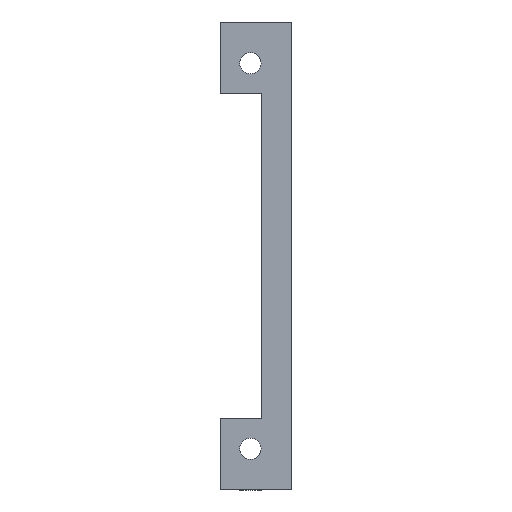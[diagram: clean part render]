
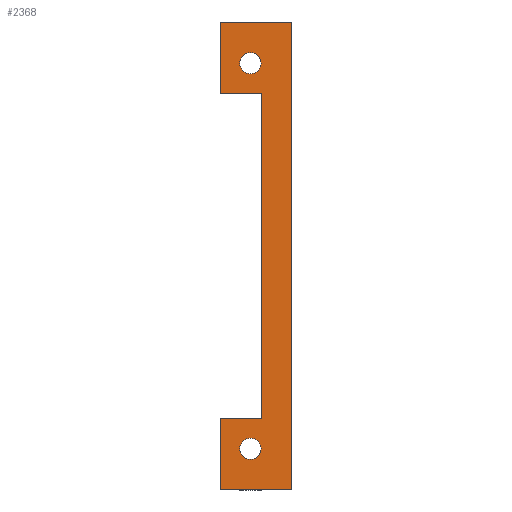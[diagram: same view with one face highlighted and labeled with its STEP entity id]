
A CAD part, left-side view. The second image highlights one B-rep face of the part: STEP entity #2368.
In plain terms, the highlighted planar face has unit normal (-1, 0, 0).
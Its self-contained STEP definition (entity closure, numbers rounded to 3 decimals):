
#84 = VECTOR ( 'NONE', #1773, 1000. ) ;
#114 = LINE ( 'NONE', #162, #505 ) ;
#118 = VECTOR ( 'NONE', #2553, 1000. ) ;
#161 = DIRECTION ( 'NONE',  ( 0., -1., 0. ) ) ;
#162 = CARTESIAN_POINT ( 'NONE',  ( -23., 7., 23. ) ) ;
#183 = EDGE_CURVE ( 'NONE', #616, #648, #1605, .T. ) ;
#189 = CARTESIAN_POINT ( 'NONE',  ( -23., 7., 16. ) ) ;
#208 = AXIS2_PLACEMENT_3D ( 'NONE', #743, #1368, #2213 ) ;
#228 = EDGE_LOOP ( 'NONE', ( #2548, #2189, #2293, #549, #1612, #977, #2425, #447 ) ) ;
#239 = CARTESIAN_POINT ( 'NONE',  ( -23., 3., -23. ) ) ;
#240 = VERTEX_POINT ( 'NONE', #319 ) ;
#284 = DIRECTION ( 'NONE',  ( 1., 0., 0. ) ) ;
#300 = CARTESIAN_POINT ( 'NONE',  ( -23., 0., -23. ) ) ;
#304 = PLANE ( 'NONE',  #1507 ) ;
#305 = CARTESIAN_POINT ( 'NONE',  ( -23., 4.05, 20. ) ) ;
#319 = CARTESIAN_POINT ( 'NONE',  ( -23., 7., 23. ) ) ;
#339 = CIRCLE ( 'NONE', #1289, 1.05 ) ;
#435 = VERTEX_POINT ( 'NONE', #1464 ) ;
#447 = ORIENTED_EDGE ( 'NONE', *, *, #1102, .T. ) ;
#505 = VECTOR ( 'NONE', #936, 1000. ) ;
#540 = CARTESIAN_POINT ( 'NONE',  ( -23., 7., -23. ) ) ;
#549 = ORIENTED_EDGE ( 'NONE', *, *, #2668, .T. ) ;
#593 = LINE ( 'NONE', #2298, #1958 ) ;
#602 = VERTEX_POINT ( 'NONE', #1210 ) ;
#605 = CARTESIAN_POINT ( 'NONE',  ( -23., 0., 23. ) ) ;
#616 = VERTEX_POINT ( 'NONE', #1182 ) ;
#624 = EDGE_CURVE ( 'NONE', #990, #435, #899, .T. ) ;
#648 = VERTEX_POINT ( 'NONE', #2017 ) ;
#720 = VECTOR ( 'NONE', #2018, 1000. ) ;
#743 = CARTESIAN_POINT ( 'NONE',  ( -23., 4.05, 18.95 ) ) ;
#745 = CARTESIAN_POINT ( 'NONE',  ( -23., 7., -16. ) ) ;
#760 = CARTESIAN_POINT ( 'NONE',  ( -23., 7., 16. ) ) ;
#844 = CARTESIAN_POINT ( 'NONE',  ( -23., 4.05, -18.95 ) ) ;
#899 = CIRCLE ( 'NONE', #1247, 1.05 ) ;
#904 = AXIS2_PLACEMENT_3D ( 'NONE', #1267, #1059, #1080 ) ;
#936 = DIRECTION ( 'NONE',  ( 0., 0., 1. ) ) ;
#977 = ORIENTED_EDGE ( 'NONE', *, *, #1224, .F. ) ;
#990 = VERTEX_POINT ( 'NONE', #305 ) ;
#1005 = ORIENTED_EDGE ( 'NONE', *, *, #624, .F. ) ;
#1059 = DIRECTION ( 'NONE',  ( -1., 0., 0. ) ) ;
#1080 = DIRECTION ( 'NONE',  ( 0., 0., 1. ) ) ;
#1102 = EDGE_CURVE ( 'NONE', #1584, #1164, #2377, .T. ) ;
#1164 = VERTEX_POINT ( 'NONE', #300 ) ;
#1173 = ORIENTED_EDGE ( 'NONE', *, *, #183, .F. ) ;
#1179 = LINE ( 'NONE', #1568, #84 ) ;
#1182 = CARTESIAN_POINT ( 'NONE',  ( -23., 4.05, -20. ) ) ;
#1210 = CARTESIAN_POINT ( 'NONE',  ( -23., 0., 23. ) ) ;
#1214 = LINE ( 'NONE', #605, #2143 ) ;
#1224 = EDGE_CURVE ( 'NONE', #2650, #1837, #2026, .T. ) ;
#1247 = AXIS2_PLACEMENT_3D ( 'NONE', #1597, #1375, #1432 ) ;
#1266 = DIRECTION ( 'NONE',  ( -1., 0., 0. ) ) ;
#1267 = CARTESIAN_POINT ( 'NONE',  ( -23., 4.05, -18.95 ) ) ;
#1289 = AXIS2_PLACEMENT_3D ( 'NONE', #844, #1266, #2111 ) ;
#1303 = DIRECTION ( 'NONE',  ( 0., -1., 0. ) ) ;
#1304 = EDGE_CURVE ( 'NONE', #1837, #1369, #1179, .T. ) ;
#1306 = ORIENTED_EDGE ( 'NONE', *, *, #1614, .F. ) ;
#1318 = FACE_BOUND ( 'NONE', #2171, .T. ) ;
#1368 = DIRECTION ( 'NONE',  ( -1., 0., 0. ) ) ;
#1369 = VERTEX_POINT ( 'NONE', #2115 ) ;
#1375 = DIRECTION ( 'NONE',  ( -1., 0., 0. ) ) ;
#1432 = DIRECTION ( 'NONE',  ( 0., 0., 1. ) ) ;
#1441 = DIRECTION ( 'NONE',  ( 0., -1., 0. ) ) ;
#1464 = CARTESIAN_POINT ( 'NONE',  ( -23., 4.05, 17.9 ) ) ;
#1507 = AXIS2_PLACEMENT_3D ( 'NONE', #1542, #284, #1829 ) ;
#1542 = CARTESIAN_POINT ( 'NONE',  ( -23., 3., 23. ) ) ;
#1568 = CARTESIAN_POINT ( 'NONE',  ( -23., 3., 23. ) ) ;
#1572 = CARTESIAN_POINT ( 'NONE',  ( -23., 7., -16. ) ) ;
#1584 = VERTEX_POINT ( 'NONE', #540 ) ;
#1597 = CARTESIAN_POINT ( 'NONE',  ( -23., 4.05, 18.95 ) ) ;
#1605 = CIRCLE ( 'NONE', #904, 1.05 ) ;
#1612 = ORIENTED_EDGE ( 'NONE', *, *, #1304, .F. ) ;
#1614 = EDGE_CURVE ( 'NONE', #435, #990, #2393, .T. ) ;
#1670 = VERTEX_POINT ( 'NONE', #189 ) ;
#1681 = EDGE_CURVE ( 'NONE', #240, #602, #593, .T. ) ;
#1691 = VECTOR ( 'NONE', #161, 1000. ) ;
#1706 = CARTESIAN_POINT ( 'NONE',  ( -23., 3., -16. ) ) ;
#1773 = DIRECTION ( 'NONE',  ( 0., 0., 1. ) ) ;
#1807 = LINE ( 'NONE', #760, #720 ) ;
#1829 = DIRECTION ( 'NONE',  ( 0., 0., -1. ) ) ;
#1831 = EDGE_CURVE ( 'NONE', #648, #616, #339, .T. ) ;
#1837 = VERTEX_POINT ( 'NONE', #1706 ) ;
#1875 = VECTOR ( 'NONE', #1303, 1000. ) ;
#1958 = VECTOR ( 'NONE', #1441, 1000. ) ;
#2017 = CARTESIAN_POINT ( 'NONE',  ( -23., 4.05, -17.9 ) ) ;
#2018 = DIRECTION ( 'NONE',  ( 0., -1., 0. ) ) ;
#2026 = LINE ( 'NONE', #745, #1691 ) ;
#2061 = DIRECTION ( 'NONE',  ( 0., 0., 1. ) ) ;
#2111 = DIRECTION ( 'NONE',  ( 0., 0., 1. ) ) ;
#2115 = CARTESIAN_POINT ( 'NONE',  ( -23., 3., 16. ) ) ;
#2143 = VECTOR ( 'NONE', #2061, 1000. ) ;
#2166 = EDGE_CURVE ( 'NONE', #1164, #602, #1214, .T. ) ;
#2171 = EDGE_LOOP ( 'NONE', ( #2615, #1173 ) ) ;
#2189 = ORIENTED_EDGE ( 'NONE', *, *, #1681, .F. ) ;
#2213 = DIRECTION ( 'NONE',  ( 0., 0., 1. ) ) ;
#2287 = EDGE_CURVE ( 'NONE', #1584, #2650, #2341, .T. ) ;
#2293 = ORIENTED_EDGE ( 'NONE', *, *, #2455, .F. ) ;
#2298 = CARTESIAN_POINT ( 'NONE',  ( -23., 3., 23. ) ) ;
#2304 = CARTESIAN_POINT ( 'NONE',  ( -23., 7., -23. ) ) ;
#2341 = LINE ( 'NONE', #2304, #118 ) ;
#2368 = ADVANCED_FACE ( 'NONE', ( #1318, #2415, #2381 ), #304, .F. ) ;
#2377 = LINE ( 'NONE', #239, #1875 ) ;
#2381 = FACE_OUTER_BOUND ( 'NONE', #228, .T. ) ;
#2393 = CIRCLE ( 'NONE', #208, 1.05 ) ;
#2415 = FACE_BOUND ( 'NONE', #2450, .T. ) ;
#2425 = ORIENTED_EDGE ( 'NONE', *, *, #2287, .F. ) ;
#2450 = EDGE_LOOP ( 'NONE', ( #1005, #1306 ) ) ;
#2455 = EDGE_CURVE ( 'NONE', #1670, #240, #114, .T. ) ;
#2548 = ORIENTED_EDGE ( 'NONE', *, *, #2166, .T. ) ;
#2553 = DIRECTION ( 'NONE',  ( 0., 0., 1. ) ) ;
#2615 = ORIENTED_EDGE ( 'NONE', *, *, #1831, .F. ) ;
#2650 = VERTEX_POINT ( 'NONE', #1572 ) ;
#2668 = EDGE_CURVE ( 'NONE', #1670, #1369, #1807, .T. ) ;
